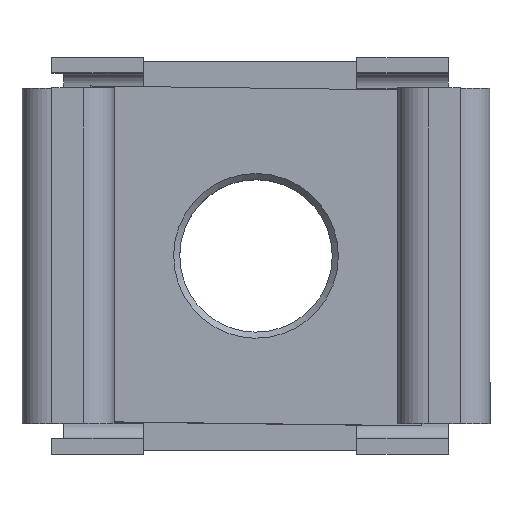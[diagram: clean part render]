
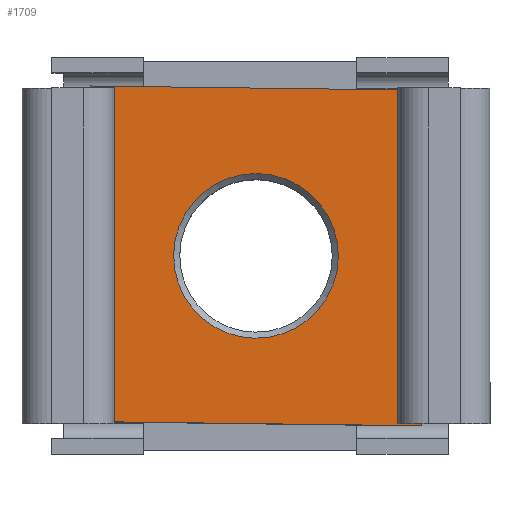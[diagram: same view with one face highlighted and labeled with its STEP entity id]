
A CAD part, top view. The second image highlights one B-rep face of the part: STEP entity #1709.
In plain terms, the highlighted face is planar.
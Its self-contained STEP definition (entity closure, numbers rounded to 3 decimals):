
#192=LINE($,#2853,#370);
#193=LINE($,#2855,#371);
#194=LINE($,#2857,#372);
#195=LINE($,#2858,#373);
#370=VECTOR($,#2373,11.);
#371=VECTOR($,#2374,11.);
#372=VECTOR($,#2375,11.);
#373=VECTOR($,#2376,11.);
#460=PLANE($,#1878);
#473=FACE_BOUND($,#693,.T.);
#577=FACE_OUTER_BOUND($,#692,.T.);
#692=EDGE_LOOP($,(#1554,#1555,#1556,#1557));
#693=EDGE_LOOP($,(#1558));
#753=CIRCLE($,#1875,2.7);
#875=VERTEX_POINT($,#2845);
#877=VERTEX_POINT($,#2851);
#878=VERTEX_POINT($,#2852);
#879=VERTEX_POINT($,#2854);
#880=VERTEX_POINT($,#2856);
#1103=EDGE_CURVE($,#875,#875,#753,.T.);
#1105=EDGE_CURVE($,#877,#878,#192,.T.);
#1106=EDGE_CURVE($,#879,#877,#193,.T.);
#1107=EDGE_CURVE($,#880,#879,#194,.T.);
#1108=EDGE_CURVE($,#878,#880,#195,.T.);
#1554=ORIENTED_EDGE($,*,*,#1105,.F.);
#1555=ORIENTED_EDGE($,*,*,#1106,.F.);
#1556=ORIENTED_EDGE($,*,*,#1107,.F.);
#1557=ORIENTED_EDGE($,*,*,#1108,.F.);
#1558=ORIENTED_EDGE($,*,*,#1103,.F.);
#1709=ADVANCED_FACE($,(#577,#473),#460,.F.);
#1875=AXIS2_PLACEMENT_3D($,#2846,#2365,#2366);
#1878=AXIS2_PLACEMENT_3D($,#2850,#2371,#2372);
#2365=DIRECTION('center_axis',(0.,0.,-1.));
#2366=DIRECTION('ref_axis',(1.,0.,0.));
#2371=DIRECTION('center_axis',(0.,0.,1.));
#2372=DIRECTION('ref_axis',(1.,0.,0.));
#2373=DIRECTION($,(1.,0.,0.));
#2374=DIRECTION($,(0.,-1.,0.));
#2375=DIRECTION($,(-1.,0.,0.));
#2376=DIRECTION($,(0.,1.,0.));
#2845=CARTESIAN_POINT('',(2.8,5.5,0.));
#2846=CARTESIAN_POINT('Origin',(5.5,5.5,0.));
#2850=CARTESIAN_POINT('Origin',(5.5,5.5,0.));
#2851=CARTESIAN_POINT('',(0.,0.,0.));
#2852=CARTESIAN_POINT('',(11.,0.,0.));
#2853=CARTESIAN_POINT($,(0.,0.,0.));
#2854=CARTESIAN_POINT('',(0.,11.,0.));
#2855=CARTESIAN_POINT($,(0.,11.,0.));
#2856=CARTESIAN_POINT('',(11.,11.,0.));
#2857=CARTESIAN_POINT($,(11.,11.,0.));
#2858=CARTESIAN_POINT($,(11.,0.,0.));
